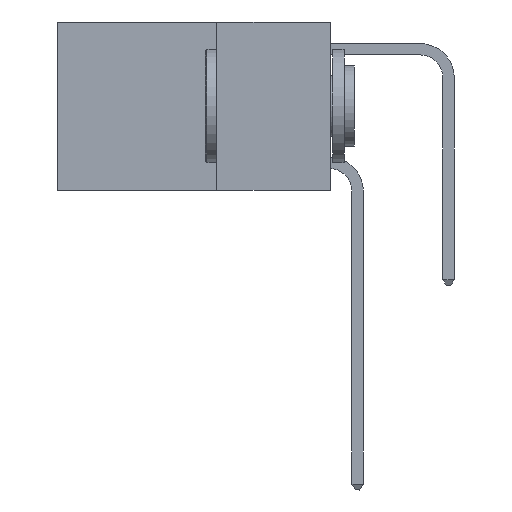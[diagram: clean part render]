
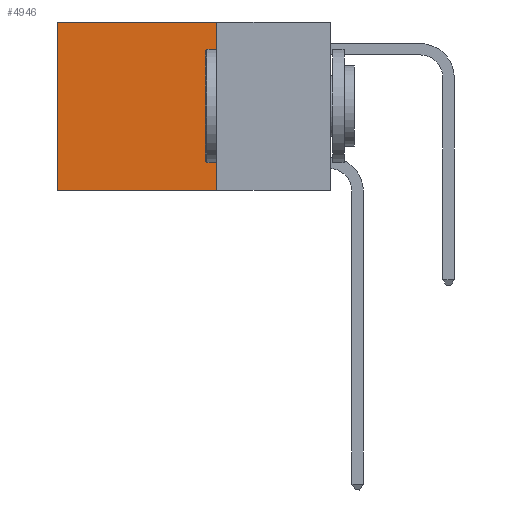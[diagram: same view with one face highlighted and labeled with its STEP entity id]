
A CAD part, left-side view. The second image highlights one B-rep face of the part: STEP entity #4946.
In plain terms, the highlighted planar face has unit normal (-1, 0, 0).
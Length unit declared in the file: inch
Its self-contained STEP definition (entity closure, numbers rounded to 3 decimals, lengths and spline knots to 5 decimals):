
#11 = DIRECTION ( 'NONE',  ( 0., 0., -1. ) ) ;
#1159 = ORIENTED_EDGE ( 'NONE', *, *, #17767, .T. ) ;
#1180 = ORIENTED_EDGE ( 'NONE', *, *, #11548, .F. ) ;
#2042 = EDGE_CURVE ( 'NONE', #15565, #10516, #6864, .T. ) ;
#2506 = CARTESIAN_POINT ( 'NONE',  ( 0.2625, 0.6, 0. ) ) ;
#3631 = VECTOR ( 'NONE', #4500, 39.37008 ) ;
#4500 = DIRECTION ( 'NONE',  ( 0., 1., 0. ) ) ;
#4946 = ADVANCED_FACE ( 'NONE', ( #19726 ), #15985, .F. ) ;
#6190 = CARTESIAN_POINT ( 'NONE',  ( 0.2625, 0.6, -0.37 ) ) ;
#6864 = LINE ( 'NONE', #15891, #15485 ) ;
#7856 = CARTESIAN_POINT ( 'NONE',  ( 0.2625, 0.25, 0. ) ) ;
#7928 = DIRECTION ( 'NONE',  ( 0., 0., -1. ) ) ;
#8915 = VECTOR ( 'NONE', #11, 39.37008 ) ;
#9262 = DIRECTION ( 'NONE',  ( 0., 1., 0. ) ) ;
#10263 = CARTESIAN_POINT ( 'NONE',  ( 0.2625, 0.25, -0.37 ) ) ;
#10409 = CARTESIAN_POINT ( 'NONE',  ( 0.2625, 0.25, 0. ) ) ;
#10516 = VERTEX_POINT ( 'NONE', #2506 ) ;
#11548 = EDGE_CURVE ( 'NONE', #15500, #19869, #16740, .T. ) ;
#13236 = LINE ( 'NONE', #13350, #8915 ) ;
#13350 = CARTESIAN_POINT ( 'NONE',  ( 0.2625, 0.25, 0. ) ) ;
#13581 = AXIS2_PLACEMENT_3D ( 'NONE', #7856, #17530, #7928 ) ;
#14388 = VECTOR ( 'NONE', #20465, 39.37008 ) ;
#14794 = ORIENTED_EDGE ( 'NONE', *, *, #2042, .T. ) ;
#15485 = VECTOR ( 'NONE', #9262, 39.37008 ) ;
#15500 = VERTEX_POINT ( 'NONE', #10263 ) ;
#15565 = VERTEX_POINT ( 'NONE', #10409 ) ;
#15891 = CARTESIAN_POINT ( 'NONE',  ( 0.2625, 0.25, 0. ) ) ;
#15985 = PLANE ( 'NONE',  #13581 ) ;
#16740 = LINE ( 'NONE', #19023, #3631 ) ;
#16817 = ORIENTED_EDGE ( 'NONE', *, *, #20224, .F. ) ;
#17530 = DIRECTION ( 'NONE',  ( 1., 0., 0. ) ) ;
#17767 = EDGE_CURVE ( 'NONE', #10516, #19869, #18020, .T. ) ;
#18020 = LINE ( 'NONE', #18920, #14388 ) ;
#18920 = CARTESIAN_POINT ( 'NONE',  ( 0.2625, 0.6, 0. ) ) ;
#19023 = CARTESIAN_POINT ( 'NONE',  ( 0.2625, 0.25, -0.37 ) ) ;
#19726 = FACE_OUTER_BOUND ( 'NONE', #20650, .T. ) ;
#19869 = VERTEX_POINT ( 'NONE', #6190 ) ;
#20224 = EDGE_CURVE ( 'NONE', #15565, #15500, #13236, .T. ) ;
#20465 = DIRECTION ( 'NONE',  ( 0., 0., -1. ) ) ;
#20650 = EDGE_LOOP ( 'NONE', ( #1159, #1180, #16817, #14794 ) ) ;
